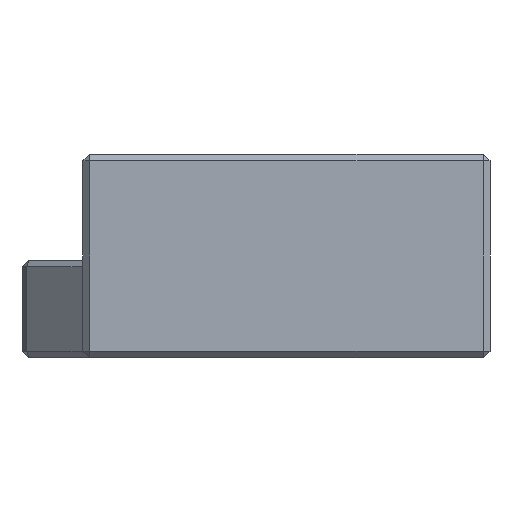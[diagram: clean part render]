
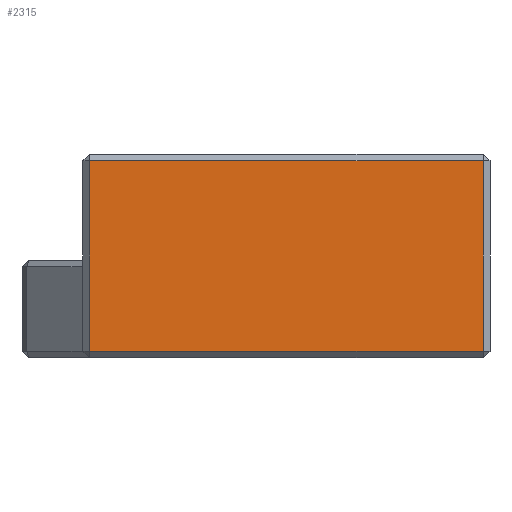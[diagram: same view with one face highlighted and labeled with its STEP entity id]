
A CAD part, front view. The second image highlights one B-rep face of the part: STEP entity #2315.
In plain terms, the highlighted planar face has unit normal (0, -1, 0).
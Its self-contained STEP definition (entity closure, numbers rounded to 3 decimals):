
#155=FACE_OUTER_BOUND('',#311,.T.);
#311=EDGE_LOOP('',(#1971,#1972,#1973,#1974));
#514=LINE('',#3455,#824);
#543=LINE('',#3511,#853);
#545=LINE('',#3514,#855);
#633=LINE('',#3709,#943);
#824=VECTOR('',#2810,10.);
#853=VECTOR('',#2863,10.);
#855=VECTOR('',#2867,10.);
#943=VECTOR('',#3033,10.);
#1059=VERTEX_POINT('',#3434);
#1063=VERTEX_POINT('',#3448);
#1073=VERTEX_POINT('',#3479);
#1080=VERTEX_POINT('',#3506);
#1302=EDGE_CURVE('',#1063,#1059,#514,.T.);
#1331=EDGE_CURVE('',#1073,#1080,#543,.T.);
#1333=EDGE_CURVE('',#1080,#1063,#545,.T.);
#1421=EDGE_CURVE('',#1059,#1073,#633,.T.);
#1971=ORIENTED_EDGE('',*,*,#1331,.F.);
#1972=ORIENTED_EDGE('',*,*,#1421,.F.);
#1973=ORIENTED_EDGE('',*,*,#1302,.F.);
#1974=ORIENTED_EDGE('',*,*,#1333,.F.);
#2171=PLANE('',#2471);
#2315=ADVANCED_FACE('',(#155),#2171,.T.);
#2471=AXIS2_PLACEMENT_3D('',#3718,#3047,#3048);
#2810=DIRECTION('',(0.,0.,-1.));
#2863=DIRECTION('',(0.,0.,1.));
#2867=DIRECTION('',(1.,0.,0.));
#3033=DIRECTION('',(-1.,0.,0.));
#3047=DIRECTION('center_axis',(0.,-1.,0.));
#3048=DIRECTION('ref_axis',(1.,0.,0.));
#3434=CARTESIAN_POINT('',(14.75,0.,0.25));
#3448=CARTESIAN_POINT('',(14.75,0.,7.25));
#3455=CARTESIAN_POINT('',(14.75,0.,0.));
#3479=CARTESIAN_POINT('',(0.25,0.,0.25));
#3506=CARTESIAN_POINT('',(0.25,0.,7.25));
#3511=CARTESIAN_POINT('',(0.25,0.,0.));
#3514=CARTESIAN_POINT('',(3.19,0.,7.25));
#3709=CARTESIAN_POINT('',(3.19,0.,0.25));
#3718=CARTESIAN_POINT('Origin',(0.,0.,0.));
